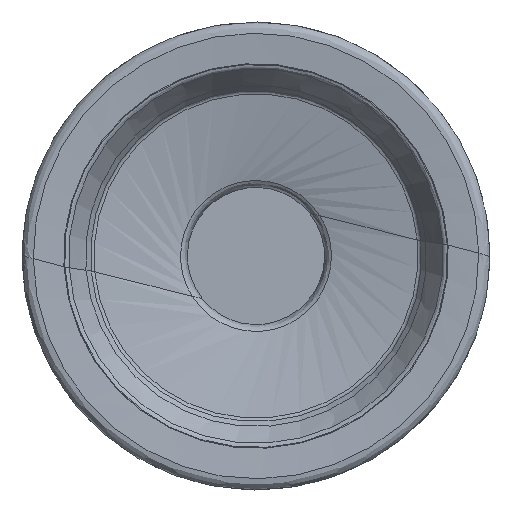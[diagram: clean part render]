
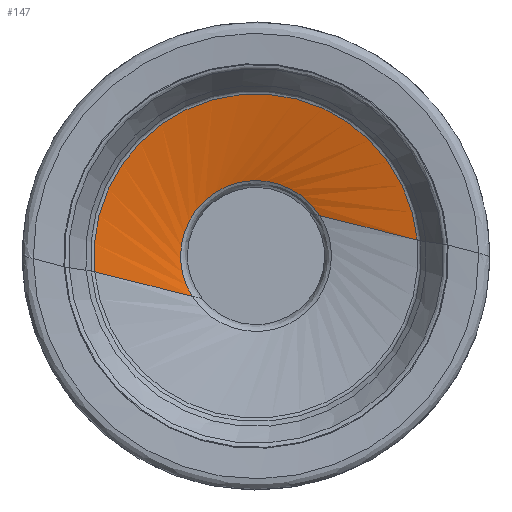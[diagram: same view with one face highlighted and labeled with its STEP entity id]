
A CAD part, left-side view. The second image highlights one B-rep face of the part: STEP entity #147.
In plain terms, the highlighted free-form (B-spline) face has degree [1, 3] with [2, 4] control points.
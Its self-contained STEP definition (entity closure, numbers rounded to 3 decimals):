
#147=ADVANCED_FACE('',(#267),#219,.F.);
#219=(
BOUNDED_SURFACE()
B_SPLINE_SURFACE(1,3,((#1386,#1387,#1388,#1389),(#1390,#1391,#1392,#1393)),
 .UNSPECIFIED.,.F.,.F.,.F.)
B_SPLINE_SURFACE_WITH_KNOTS((2,2),(4,4),(0.,1.),(0.,1.),.UNSPECIFIED.)
GEOMETRIC_REPRESENTATION_ITEM()
RATIONAL_B_SPLINE_SURFACE(((1.,0.334,0.334,1.),
(1.,0.334,0.334,1.)))
REPRESENTATION_ITEM('')
SURFACE()
);
#267=FACE_OUTER_BOUND('',#317,.T.);
#317=EDGE_LOOP('',(#491,#492,#493,#494));
#412=CIRCLE('',#960,5.542);
#413=CIRCLE('',#963,2.58);
#491=ORIENTED_EDGE('',*,*,#797,.F.);
#492=ORIENTED_EDGE('',*,*,#798,.F.);
#493=ORIENTED_EDGE('',*,*,#794,.T.);
#494=ORIENTED_EDGE('',*,*,#799,.F.);
#721=VERTEX_POINT('',#1361);
#722=VERTEX_POINT('',#1362);
#723=VERTEX_POINT('',#1382);
#724=VERTEX_POINT('',#1383);
#794=EDGE_CURVE('',#721,#722,#412,.T.);
#797=EDGE_CURVE('',#723,#724,#413,.T.);
#798=EDGE_CURVE('',#721,#723,#909,.T.);
#799=EDGE_CURVE('',#724,#722,#910,.T.);
#909=LINE('',#1384,#933);
#910=LINE('',#1385,#934);
#933=VECTOR('',#1091,1.);
#934=VECTOR('',#1092,1.);
#960=AXIS2_PLACEMENT_3D('',#1360,#1083,#1084);
#963=AXIS2_PLACEMENT_3D('',#1381,#1089,#1090);
#1083=DIRECTION('',(-1.,0.,0.));
#1084=DIRECTION('',(0.,-0.995,0.098));
#1089=DIRECTION('',(-1.,0.,0.));
#1090=DIRECTION('',(0.,-0.844,0.536));
#1091=DIRECTION('',(0.188,0.952,0.24));
#1092=DIRECTION('',(-0.188,0.952,0.24));
#1360=CARTESIAN_POINT('',(1.474,0.,0.));
#1361=CARTESIAN_POINT('',(1.474,-5.516,0.544));
#1362=CARTESIAN_POINT('',(1.474,5.516,-0.538));
#1381=CARTESIAN_POINT('',(2.134,0.,0.));
#1382=CARTESIAN_POINT('',(2.134,-2.178,1.383));
#1383=CARTESIAN_POINT('',(2.134,2.179,-1.381));
#1384=CARTESIAN_POINT('',(2.134,-2.178,1.383));
#1385=CARTESIAN_POINT('',(2.134,2.179,-1.381));
#1386=CARTESIAN_POINT('',(1.474,-5.516,0.544));
#1387=CARTESIAN_POINT('',(1.474,-4.43,11.563));
#1388=CARTESIAN_POINT('',(1.474,6.591,10.483));
#1389=CARTESIAN_POINT('',(1.474,5.516,-0.538));
#1390=CARTESIAN_POINT('',(2.134,-2.178,1.383));
#1391=CARTESIAN_POINT('',(2.134,0.585,5.734));
#1392=CARTESIAN_POINT('',(2.134,4.938,2.973));
#1393=CARTESIAN_POINT('',(2.134,2.179,-1.381));
